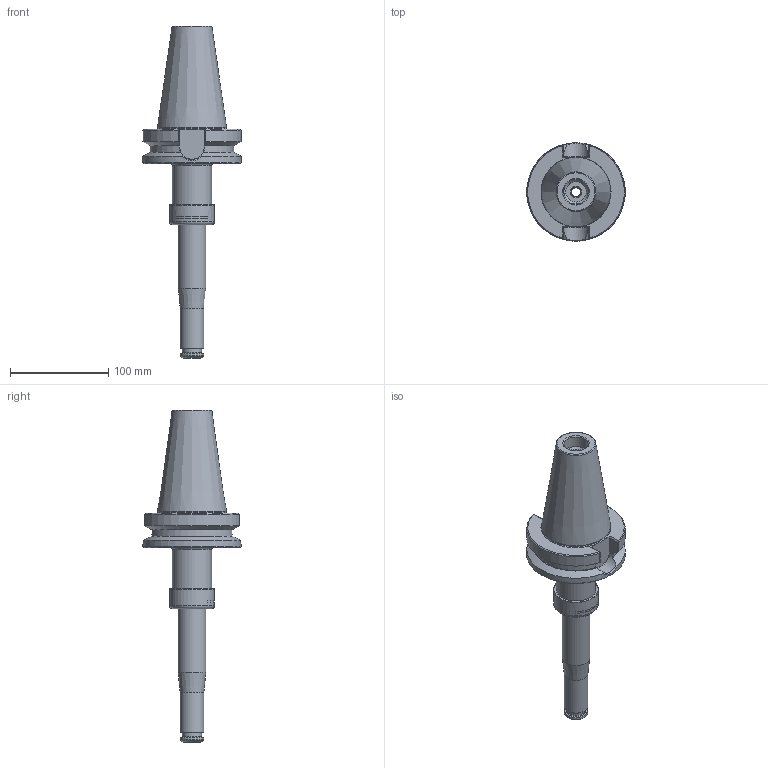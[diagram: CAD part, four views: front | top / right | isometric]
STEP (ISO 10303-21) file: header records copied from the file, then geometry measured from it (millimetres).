
FILE_DESCRIPTION(/* description */ (''),/* implementation_level */ '2;1');
FILE_NAME(/* name */ '885173070.stp',/* time_stamp */ '2023-03-15T12:12:01',/* author */ ('Ratnasingam Jekanthan'),/* organization */ ('REGO-FIX'),/* preprocessor_version */ ' Unknown',/* originating_system */ 'SIEMENS PLM Software Solid Edge ST10',/* authorization */ 'Unknown');
FILE_SCHEMA (('AUTOMOTIVE_DESIGN { 1 0 10303 214 2 1 1}'));
Length unit declared in the file: millimetre
Products named in the file (1): NOCUT
Bounding box: 100 x 100 x 337.3 mm (x, y, z)
Volume: 572419 mm3; surface area: 87546.4 mm2
Topology: 1 solids, 3 shells, 139 faces, 321 edges, 199 vertices
Faces by surface type: plane 44, cone 34, cylinder 34, torus 25, bspline 2
Full cylindrical faces by diameter (mm): 9 x1, 10 x1, 13 x1, 15 x1, 19.5 x1, 20.752 x2, 23.8 x1, 24 x2, 24.7 x1, 25 x2, 28 x1, 29 x1, 33 x1, 34 x1, 38.376 x1, 40 x1, 40.05 x1, 43.3 x1, 45.65 x1, 100 x1
Entity records: 4553 total; most frequent: CARTESIAN_POINT 801, DIRECTION 592, ORIENTED_EDGE 458, AXIS2_PLACEMENT_3D 264, EDGE_CURVE 229, EDGE_LOOP 226, FACE_BOUND 226, VERTEX_POINT 177
